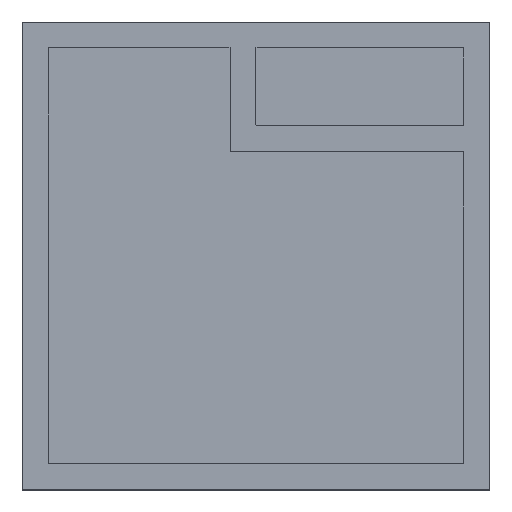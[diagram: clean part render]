
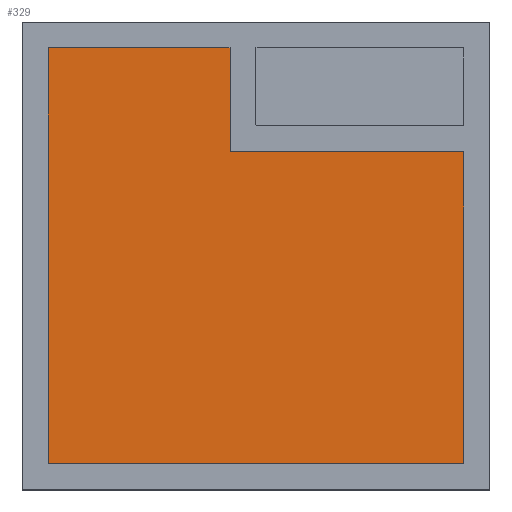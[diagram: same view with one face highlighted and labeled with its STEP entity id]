
A CAD part, top view. The second image highlights one B-rep face of the part: STEP entity #329.
In plain terms, the highlighted planar face has unit normal (0, 0, 1).
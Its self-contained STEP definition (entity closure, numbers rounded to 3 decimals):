
#31=FACE_OUTER_BOUND('',#51,.T.);
#51=EDGE_LOOP('',(#261,#262,#263,#264,#265,#266));
#73=LINE('',#491,#115);
#76=LINE('',#497,#118);
#79=LINE('',#503,#121);
#82=LINE('',#509,#124);
#85=LINE('',#515,#127);
#88=LINE('',#519,#130);
#115=VECTOR('',#403,10.);
#118=VECTOR('',#408,10.);
#121=VECTOR('',#413,10.);
#124=VECTOR('',#418,10.);
#127=VECTOR('',#423,10.);
#130=VECTOR('',#428,10.);
#153=VERTEX_POINT('',#488);
#154=VERTEX_POINT('',#490);
#156=VERTEX_POINT('',#496);
#158=VERTEX_POINT('',#502);
#160=VERTEX_POINT('',#508);
#162=VERTEX_POINT('',#514);
#185=EDGE_CURVE('',#154,#153,#73,.T.);
#188=EDGE_CURVE('',#156,#154,#76,.T.);
#191=EDGE_CURVE('',#158,#156,#79,.T.);
#194=EDGE_CURVE('',#160,#158,#82,.T.);
#197=EDGE_CURVE('',#162,#160,#85,.T.);
#200=EDGE_CURVE('',#153,#162,#88,.T.);
#261=ORIENTED_EDGE('',*,*,#200,.T.);
#262=ORIENTED_EDGE('',*,*,#197,.T.);
#263=ORIENTED_EDGE('',*,*,#194,.T.);
#264=ORIENTED_EDGE('',*,*,#191,.T.);
#265=ORIENTED_EDGE('',*,*,#188,.T.);
#266=ORIENTED_EDGE('',*,*,#185,.T.);
#309=PLANE('',#365);
#329=ADVANCED_FACE('',(#31),#309,.T.);
#365=AXIS2_PLACEMENT_3D('',#520,#429,#430);
#403=DIRECTION('',(0.,-1.,0.));
#408=DIRECTION('',(-1.,0.,0.));
#413=DIRECTION('',(0.,1.,0.));
#418=DIRECTION('',(-1.,0.,0.));
#423=DIRECTION('',(0.,1.,0.));
#428=DIRECTION('',(1.,0.,0.));
#429=DIRECTION('center_axis',(0.,0.,1.));
#430=DIRECTION('ref_axis',(1.,0.,0.));
#488=CARTESIAN_POINT('',(-4.,-4.,2.4));
#490=CARTESIAN_POINT('',(-4.,4.,2.4));
#491=CARTESIAN_POINT('',(-4.,-4.,2.4));
#496=CARTESIAN_POINT('',(-0.5,4.,2.4));
#497=CARTESIAN_POINT('',(-4.,4.,2.4));
#502=CARTESIAN_POINT('',(-0.5,2.,2.4));
#503=CARTESIAN_POINT('',(-0.5,4.,2.4));
#508=CARTESIAN_POINT('',(4.,2.,2.4));
#509=CARTESIAN_POINT('',(-0.5,2.,2.4));
#514=CARTESIAN_POINT('',(4.,-4.,2.4));
#515=CARTESIAN_POINT('',(4.,2.,2.4));
#519=CARTESIAN_POINT('',(4.,-4.,2.4));
#520=CARTESIAN_POINT('Origin',(0.,0.,2.4));
